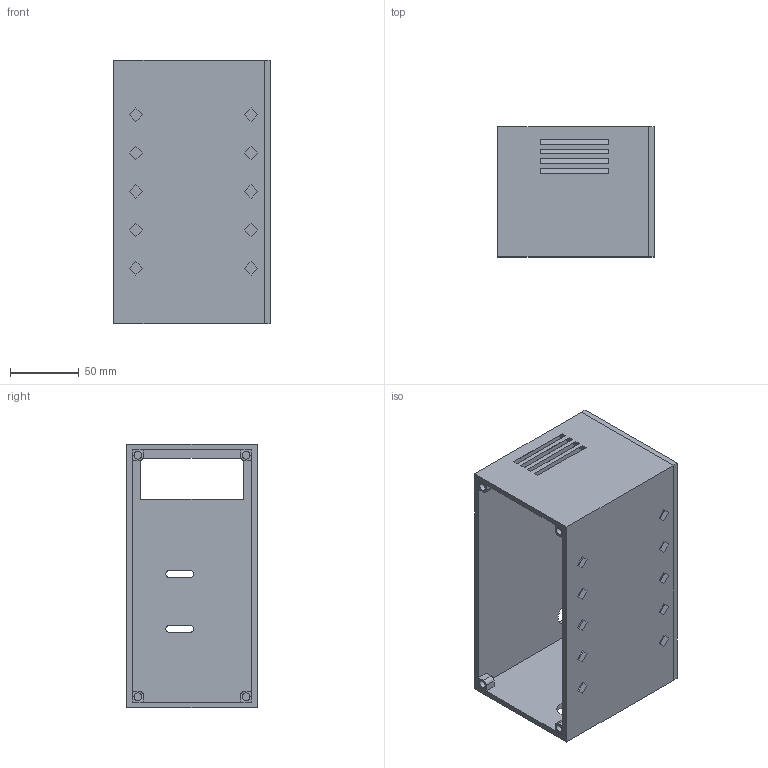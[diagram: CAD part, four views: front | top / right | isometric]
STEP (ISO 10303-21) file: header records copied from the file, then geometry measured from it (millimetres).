
FILE_DESCRIPTION(('FreeCAD Model'),'2;1');
FILE_NAME('Open CASCADE Shape Model','2025-09-12T22:40:42',(''),(''), 'Open CASCADE STEP processor 7.8','FreeCAD','Unknown');
FILE_SCHEMA(('AUTOMOTIVE_DESIGN { 1 0 10303 214 1 1 1 1 }'));
Length unit declared in the file: millimetre
Products named in the file (1): Cabinet
Bounding box: 114 x 95 x 192 mm (x, y, z)
Volume: 301835.4 mm3; surface area: 158948.5 mm2
Topology: 1 solids, 1 shells, 111 faces, 316 edges, 208 vertices
Faces by surface type: plane 95, cylinder 16
Full cylindrical faces by diameter (mm): 5.6 x4, 16 x4
Entity records: 7844 total; most frequent: CARTESIAN_POINT 1376, DIRECTION 1186, LINE 884, VECTOR 884, ORIENTED_EDGE 632, PCURVE 632, DEFINITIONAL_REPRESENTATION 632, EDGE_CURVE 316
